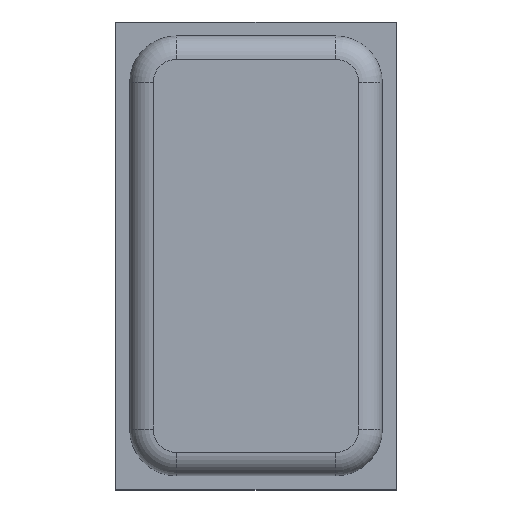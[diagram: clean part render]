
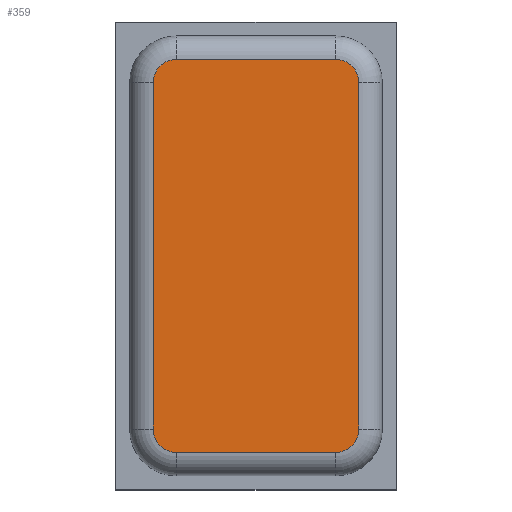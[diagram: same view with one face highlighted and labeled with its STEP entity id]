
A CAD part, top view. The second image highlights one B-rep face of the part: STEP entity #359.
In plain terms, the highlighted planar face has unit normal (0, 0, 1).
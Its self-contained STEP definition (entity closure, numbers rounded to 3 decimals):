
#359 = ADVANCED_FACE('',(#360),#430,.T.);
#360 = FACE_BOUND('',#361,.T.);
#361 = EDGE_LOOP('',(#362,#372,#381,#389,#398,#406,#415,#423));
#362 = ORIENTED_EDGE('',*,*,#363,.T.);
#363 = EDGE_CURVE('',#364,#366,#368,.T.);
#364 = VERTEX_POINT('',#365);
#365 = CARTESIAN_POINT('',(1.1,-1.85,1.));
#366 = VERTEX_POINT('',#367);
#367 = CARTESIAN_POINT('',(1.1,1.85,1.));
#368 = LINE('',#369,#370);
#369 = CARTESIAN_POINT('',(1.1,1.85,1.));
#370 = VECTOR('',#371,1.);
#371 = DIRECTION('',(0.,1.,0.));
#372 = ORIENTED_EDGE('',*,*,#373,.T.);
#373 = EDGE_CURVE('',#366,#374,#376,.T.);
#374 = VERTEX_POINT('',#375);
#375 = CARTESIAN_POINT('',(0.85,2.1,1.));
#376 = CIRCLE('',#377,0.25);
#377 = AXIS2_PLACEMENT_3D('',#378,#379,#380);
#378 = CARTESIAN_POINT('',(0.85,1.85,1.));
#379 = DIRECTION('',(0.,0.,1.));
#380 = DIRECTION('',(0.,-1.,0.));
#381 = ORIENTED_EDGE('',*,*,#382,.T.);
#382 = EDGE_CURVE('',#374,#383,#385,.T.);
#383 = VERTEX_POINT('',#384);
#384 = CARTESIAN_POINT('',(-0.85,2.1,1.));
#385 = LINE('',#386,#387);
#386 = CARTESIAN_POINT('',(-0.85,2.1,1.));
#387 = VECTOR('',#388,1.);
#388 = DIRECTION('',(-1.,0.,0.));
#389 = ORIENTED_EDGE('',*,*,#390,.T.);
#390 = EDGE_CURVE('',#383,#391,#393,.T.);
#391 = VERTEX_POINT('',#392);
#392 = CARTESIAN_POINT('',(-1.1,1.85,1.));
#393 = CIRCLE('',#394,0.25);
#394 = AXIS2_PLACEMENT_3D('',#395,#396,#397);
#395 = CARTESIAN_POINT('',(-0.85,1.85,1.));
#396 = DIRECTION('',(0.,0.,1.));
#397 = DIRECTION('',(0.,-1.,0.));
#398 = ORIENTED_EDGE('',*,*,#399,.T.);
#399 = EDGE_CURVE('',#391,#400,#402,.T.);
#400 = VERTEX_POINT('',#401);
#401 = CARTESIAN_POINT('',(-1.1,-1.85,1.));
#402 = LINE('',#403,#404);
#403 = CARTESIAN_POINT('',(-1.1,-1.85,1.));
#404 = VECTOR('',#405,1.);
#405 = DIRECTION('',(0.,-1.,0.));
#406 = ORIENTED_EDGE('',*,*,#407,.T.);
#407 = EDGE_CURVE('',#400,#408,#410,.T.);
#408 = VERTEX_POINT('',#409);
#409 = CARTESIAN_POINT('',(-0.85,-2.1,1.));
#410 = CIRCLE('',#411,0.25);
#411 = AXIS2_PLACEMENT_3D('',#412,#413,#414);
#412 = CARTESIAN_POINT('',(-0.85,-1.85,1.));
#413 = DIRECTION('',(0.,0.,1.));
#414 = DIRECTION('',(0.,-1.,0.));
#415 = ORIENTED_EDGE('',*,*,#416,.T.);
#416 = EDGE_CURVE('',#408,#417,#419,.T.);
#417 = VERTEX_POINT('',#418);
#418 = CARTESIAN_POINT('',(0.85,-2.1,1.));
#419 = LINE('',#420,#421);
#420 = CARTESIAN_POINT('',(0.85,-2.1,1.));
#421 = VECTOR('',#422,1.);
#422 = DIRECTION('',(1.,0.,0.));
#423 = ORIENTED_EDGE('',*,*,#424,.T.);
#424 = EDGE_CURVE('',#417,#364,#425,.T.);
#425 = CIRCLE('',#426,0.25);
#426 = AXIS2_PLACEMENT_3D('',#427,#428,#429);
#427 = CARTESIAN_POINT('',(0.85,-1.85,1.));
#428 = DIRECTION('',(0.,0.,1.));
#429 = DIRECTION('',(0.,-1.,0.));
#430 = PLANE('',#431);
#431 = AXIS2_PLACEMENT_3D('',#432,#433,#434);
#432 = CARTESIAN_POINT('',(0.,0.,1.));
#433 = DIRECTION('',(0.,0.,1.));
#434 = DIRECTION('',(0.,-1.,0.));
